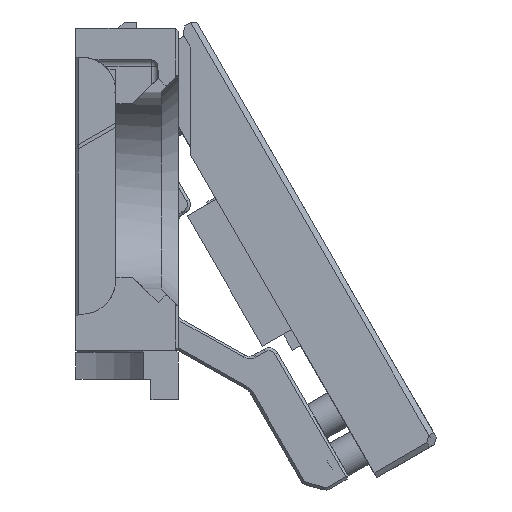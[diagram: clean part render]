
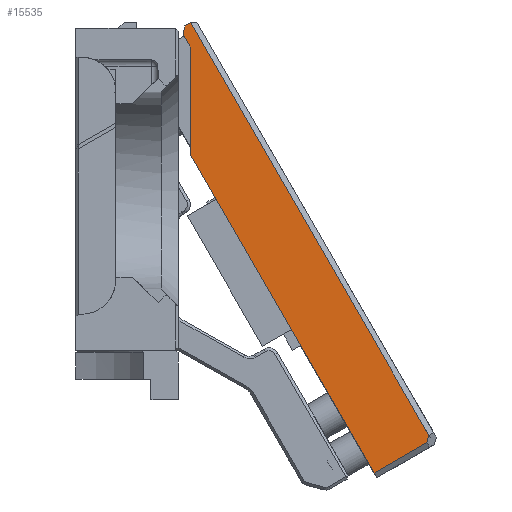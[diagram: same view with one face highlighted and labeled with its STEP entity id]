
A CAD part, front view. The second image highlights one B-rep face of the part: STEP entity #15535.
In plain terms, the highlighted face is planar.
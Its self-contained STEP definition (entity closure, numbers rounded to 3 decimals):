
#1100=PLANE('',#16895);
#1991=FACE_OUTER_BOUND('',#2958,.T.);
#2958=EDGE_LOOP('',(#14438,#14439,#14440,#14441,#14442,#14443,#14444,#14445));
#4394=LINE('',#28894,#5928);
#4400=LINE('',#28905,#5934);
#4405=LINE('',#28914,#5939);
#4411=LINE('',#28926,#5945);
#4441=LINE('',#28993,#5975);
#4451=LINE('',#29015,#5985);
#4453=LINE('',#29018,#5987);
#4493=LINE('',#29098,#6027);
#5928=VECTOR('',#20841,10.);
#5934=VECTOR('',#20849,10.);
#5939=VECTOR('',#20856,10.);
#5945=VECTOR('',#20868,10.);
#5975=VECTOR('',#20916,10.);
#5985=VECTOR('',#20930,10.);
#5987=VECTOR('',#20934,10.);
#6027=VECTOR('',#21018,10.);
#7751=VERTEX_POINT('',#28890);
#7753=VERTEX_POINT('',#28893);
#7757=VERTEX_POINT('',#28903);
#7760=VERTEX_POINT('',#28912);
#7763=VERTEX_POINT('',#28924);
#7791=VERTEX_POINT('',#28991);
#7800=VERTEX_POINT('',#29012);
#7801=VERTEX_POINT('',#29014);
#9929=EDGE_CURVE('',#7751,#7753,#4394,.T.);
#9935=EDGE_CURVE('',#7757,#7751,#4400,.T.);
#9940=EDGE_CURVE('',#7757,#7760,#4405,.T.);
#9946=EDGE_CURVE('',#7763,#7760,#4411,.T.);
#9979=EDGE_CURVE('',#7763,#7791,#4441,.T.);
#9990=EDGE_CURVE('',#7801,#7800,#4451,.T.);
#9992=EDGE_CURVE('',#7791,#7801,#4453,.T.);
#10032=EDGE_CURVE('',#7800,#7753,#4493,.T.);
#14438=ORIENTED_EDGE('',*,*,#9946,.F.);
#14439=ORIENTED_EDGE('',*,*,#9979,.T.);
#14440=ORIENTED_EDGE('',*,*,#9992,.T.);
#14441=ORIENTED_EDGE('',*,*,#9990,.T.);
#14442=ORIENTED_EDGE('',*,*,#10032,.T.);
#14443=ORIENTED_EDGE('',*,*,#9929,.F.);
#14444=ORIENTED_EDGE('',*,*,#9935,.F.);
#14445=ORIENTED_EDGE('',*,*,#9940,.T.);
#15535=ADVANCED_FACE('',(#1991),#1100,.F.);
#16895=AXIS2_PLACEMENT_3D('',#29097,#21016,#21017);
#20841=DIRECTION('',(0.,-0.866,0.5));
#20849=DIRECTION('',(0.,-0.174,0.985));
#20856=DIRECTION('',(0.,-0.5,-0.866));
#20868=DIRECTION('',(0.,0.,1.));
#20916=DIRECTION('',(0.,-0.5,-0.866));
#20930=DIRECTION('',(0.,-0.259,0.966));
#20934=DIRECTION('',(0.,-0.866,0.5));
#21016=DIRECTION('center_axis',(1.,0.,0.));
#21017=DIRECTION('ref_axis',(0.,0.5,0.866));
#21018=DIRECTION('',(0.,0.5,0.866));
#28890=CARTESIAN_POINT('',(-55.,-38.141,30.979));
#28893=CARTESIAN_POINT('',(-55.,-39.007,31.479));
#28894=CARTESIAN_POINT('',(-55.,-39.007,31.479));
#28903=CARTESIAN_POINT('',(-55.,-37.914,29.693));
#28905=CARTESIAN_POINT('',(-55.,-33.461,4.438));
#28912=CARTESIAN_POINT('',(-55.,-39.034,27.755));
#28914=CARTESIAN_POINT('',(-55.,-37.914,29.693));
#28924=CARTESIAN_POINT('',(-55.,-39.034,12.033));
#28926=CARTESIAN_POINT('',(-55.,-39.034,-15.977));
#28991=CARTESIAN_POINT('',(-55.,-65.807,-34.34));
#28993=CARTESIAN_POINT('',(-55.,-30.607,26.629));
#29012=CARTESIAN_POINT('',(-55.,-73.807,-28.797));
#29014=CARTESIAN_POINT('',(-55.,-73.514,-29.89));
#29015=CARTESIAN_POINT('',(-55.,-73.441,-30.163));
#29018=CARTESIAN_POINT('',(-55.,-74.207,-29.49));
#29097=CARTESIAN_POINT('Origin',(-55.,-74.607,-30.182));
#29098=CARTESIAN_POINT('',(-55.,-65.707,-14.767));
